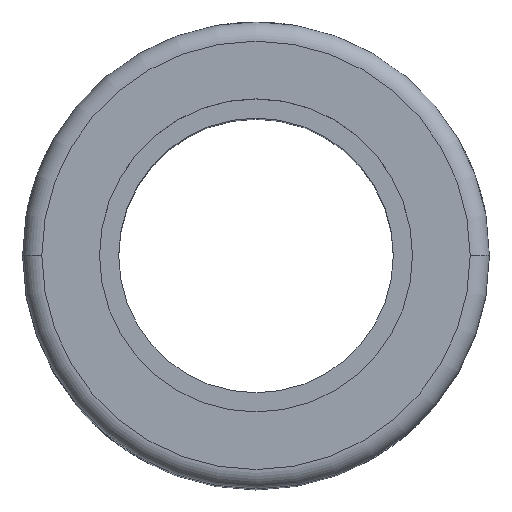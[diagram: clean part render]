
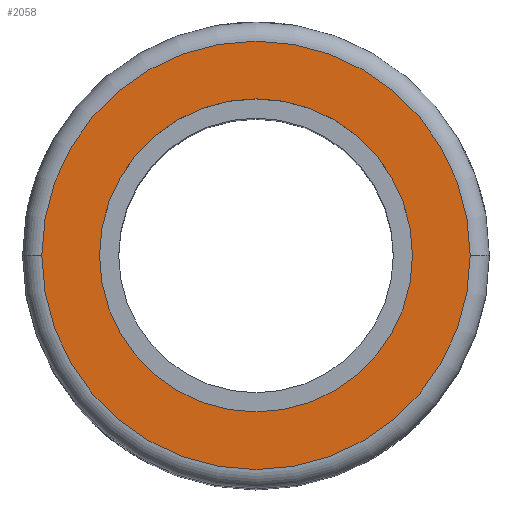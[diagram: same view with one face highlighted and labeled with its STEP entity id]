
A CAD part, top view. The second image highlights one B-rep face of the part: STEP entity #2058.
In plain terms, the highlighted planar face has unit normal (0, 0, 1).
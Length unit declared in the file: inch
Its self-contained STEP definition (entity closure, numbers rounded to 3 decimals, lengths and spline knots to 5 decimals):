
#58 = ORIENTED_EDGE ( 'NONE', *, *, #2491, .F. ) ;
#77 = VERTEX_POINT ( 'NONE', #464 ) ;
#99 = VERTEX_POINT ( 'NONE', #258 ) ;
#137 = EDGE_CURVE ( 'NONE', #1528, #77, #167, .T. ) ;
#167 = CIRCLE ( 'NONE', #2821, 0.22441 ) ;
#221 = PLANE ( 'NONE',  #1781 ) ;
#258 = CARTESIAN_POINT ( 'NONE',  ( 0.30709, 0., 0.51181 ) ) ;
#322 = DIRECTION ( 'NONE',  ( 1., 0., 0. ) ) ;
#464 = CARTESIAN_POINT ( 'NONE',  ( 0.22441, 0., 0.51181 ) ) ;
#643 = CARTESIAN_POINT ( 'NONE',  ( 0., 0.30709, 0.51181 ) ) ;
#726 = DIRECTION ( 'NONE',  ( 1., 0., 0. ) ) ;
#762 = ORIENTED_EDGE ( 'NONE', *, *, #885, .T. ) ;
#803 = CARTESIAN_POINT ( 'NONE',  ( -0.30709, 0., 0.51181 ) ) ;
#815 = CARTESIAN_POINT ( 'NONE',  ( 0., 0., 0.51181 ) ) ;
#848 = DIRECTION ( 'NONE',  ( 1., 0., 0. ) ) ;
#885 = EDGE_CURVE ( 'NONE', #99, #1541, #1179, .T. ) ;
#1032 = EDGE_LOOP ( 'NONE', ( #58, #1408 ) ) ;
#1103 = CARTESIAN_POINT ( 'NONE',  ( 0., 0., 0.51181 ) ) ;
#1179 = CIRCLE ( 'NONE', #1648, 0.30709 ) ;
#1407 = EDGE_CURVE ( 'NONE', #1541, #99, #1953, .T. ) ;
#1408 = ORIENTED_EDGE ( 'NONE', *, *, #137, .F. ) ;
#1528 = VERTEX_POINT ( 'NONE', #2846 ) ;
#1541 = VERTEX_POINT ( 'NONE', #803 ) ;
#1550 = DIRECTION ( 'NONE',  ( -1., 0., 0. ) ) ;
#1586 = DIRECTION ( 'NONE',  ( 1., 0., 0. ) ) ;
#1598 = DIRECTION ( 'NONE',  ( 0., 0., -1. ) ) ;
#1609 = CIRCLE ( 'NONE', #2645, 0.22441 ) ;
#1648 = AXIS2_PLACEMENT_3D ( 'NONE', #1103, #2030, #1586 ) ;
#1747 = CARTESIAN_POINT ( 'NONE',  ( 0., 0., 0.51181 ) ) ;
#1781 = AXIS2_PLACEMENT_3D ( 'NONE', #643, #1598, #1550 ) ;
#1785 = ORIENTED_EDGE ( 'NONE', *, *, #1407, .T. ) ;
#1866 = CARTESIAN_POINT ( 'NONE',  ( 0., 0., 0.51181 ) ) ;
#1940 = EDGE_LOOP ( 'NONE', ( #762, #1785 ) ) ;
#1953 = CIRCLE ( 'NONE', #2548, 0.30709 ) ;
#2030 = DIRECTION ( 'NONE',  ( 0., 0., 1. ) ) ;
#2058 = ADVANCED_FACE ( 'NONE', ( #2498, #2279 ), #221, .F. ) ;
#2279 = FACE_OUTER_BOUND ( 'NONE', #1940, .T. ) ;
#2491 = EDGE_CURVE ( 'NONE', #77, #1528, #1609, .T. ) ;
#2498 = FACE_BOUND ( 'NONE', #1032, .T. ) ;
#2548 = AXIS2_PLACEMENT_3D ( 'NONE', #1747, #2882, #848 ) ;
#2619 = DIRECTION ( 'NONE',  ( 0., 0., 1. ) ) ;
#2645 = AXIS2_PLACEMENT_3D ( 'NONE', #815, #2619, #322 ) ;
#2754 = DIRECTION ( 'NONE',  ( 0., 0., 1. ) ) ;
#2821 = AXIS2_PLACEMENT_3D ( 'NONE', #1866, #2754, #726 ) ;
#2846 = CARTESIAN_POINT ( 'NONE',  ( -0.22441, 0., 0.51181 ) ) ;
#2882 = DIRECTION ( 'NONE',  ( 0., 0., 1. ) ) ;
